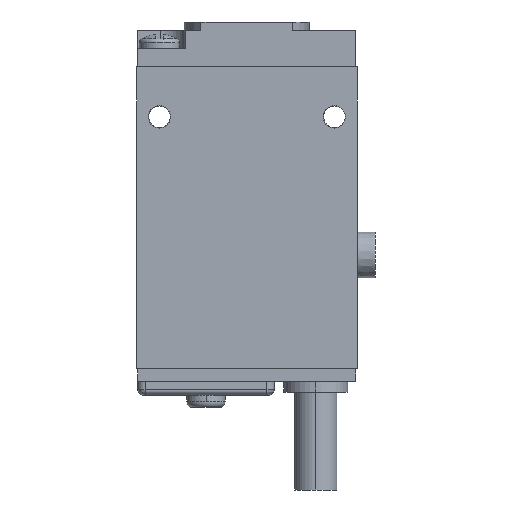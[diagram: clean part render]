
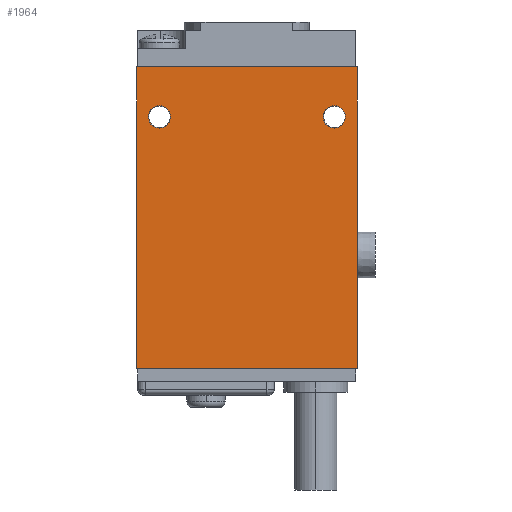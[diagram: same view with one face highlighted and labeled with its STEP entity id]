
A CAD part, left-side view. The second image highlights one B-rep face of the part: STEP entity #1964.
In plain terms, the highlighted planar face has unit normal (-1, 0, 0).
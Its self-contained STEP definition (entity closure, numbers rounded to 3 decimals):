
#1=DIRECTION('',(0.,0.,-1.));
#2=VECTOR('',#1,42.164);
#3=CARTESIAN_POINT('',(-6.02,0.,0.));
#4=LINE('',#3,#2);
#5=DIRECTION('',(0.,1.,0.));
#6=VECTOR('',#5,30.785);
#7=CARTESIAN_POINT('',(-6.02,0.,-42.164));
#8=LINE('',#7,#6);
#9=DIRECTION('',(0.,0.,1.));
#10=VECTOR('',#9,42.164);
#11=CARTESIAN_POINT('',(-6.02,30.785,-42.164));
#12=LINE('',#11,#10);
#13=DIRECTION('',(0.,-1.,0.));
#14=VECTOR('',#13,30.785);
#15=CARTESIAN_POINT('',(-6.02,30.785,0.));
#16=LINE('',#15,#14);
#17=CARTESIAN_POINT('',(-6.02,27.61,-6.985));
#18=DIRECTION('',(1.,0.,0.));
#19=DIRECTION('',(0.,0.,-1.));
#20=AXIS2_PLACEMENT_3D('',#17,#18,#19);
#22=CARTESIAN_POINT('',(-6.02,27.61,-6.985));
#23=DIRECTION('',(1.,0.,0.));
#24=DIRECTION('',(0.,0.,1.));
#25=AXIS2_PLACEMENT_3D('',#22,#23,#24);
#27=CARTESIAN_POINT('',(-6.02,3.175,-6.985));
#28=DIRECTION('',(1.,0.,0.));
#29=DIRECTION('',(0.,0.,-1.));
#30=AXIS2_PLACEMENT_3D('',#27,#28,#29);
#32=CARTESIAN_POINT('',(-6.02,3.175,-6.985));
#33=DIRECTION('',(1.,0.,0.));
#34=DIRECTION('',(0.,0.,1.));
#35=AXIS2_PLACEMENT_3D('',#32,#33,#34);
#1527=CARTESIAN_POINT('',(-6.02,0.,0.));
#1528=CARTESIAN_POINT('',(-6.02,0.,-42.164));
#1529=VERTEX_POINT('',#1527);
#1530=VERTEX_POINT('',#1528);
#1531=CARTESIAN_POINT('',(-6.02,30.785,-42.164));
#1532=VERTEX_POINT('',#1531);
#1533=CARTESIAN_POINT('',(-6.02,30.785,0.));
#1534=VERTEX_POINT('',#1533);
#1543=CARTESIAN_POINT('',(-6.02,27.61,-8.535));
#1544=CARTESIAN_POINT('',(-6.02,27.61,-5.435));
#1545=VERTEX_POINT('',#1543);
#1546=VERTEX_POINT('',#1544);
#1547=CARTESIAN_POINT('',(-6.02,3.175,-8.535));
#1548=CARTESIAN_POINT('',(-6.02,3.175,-5.435));
#1549=VERTEX_POINT('',#1547);
#1550=VERTEX_POINT('',#1548);
#1937=CARTESIAN_POINT('',(-6.02,0.,0.));
#1938=DIRECTION('',(1.,0.,0.));
#1939=DIRECTION('',(0.,0.,-1.));
#1940=AXIS2_PLACEMENT_3D('',#1937,#1938,#1939);
#1941=PLANE('',#1940);
#1943=ORIENTED_EDGE('',*,*,#1942,.T.);
#1945=ORIENTED_EDGE('',*,*,#1944,.T.);
#1947=ORIENTED_EDGE('',*,*,#1946,.T.);
#1949=ORIENTED_EDGE('',*,*,#1948,.T.);
#1950=EDGE_LOOP('',(#1943,#1945,#1947,#1949));
#1951=FACE_OUTER_BOUND('',#1950,.F.);
#1953=ORIENTED_EDGE('',*,*,#1952,.F.);
#1955=ORIENTED_EDGE('',*,*,#1954,.F.);
#1956=EDGE_LOOP('',(#1953,#1955));
#1957=FACE_BOUND('',#1956,.F.);
#1959=ORIENTED_EDGE('',*,*,#1958,.F.);
#1961=ORIENTED_EDGE('',*,*,#1960,.F.);
#1962=EDGE_LOOP('',(#1959,#1961));
#1963=FACE_BOUND('',#1962,.F.);
#1964=ADVANCED_FACE('',(#1951,#1957,#1963),#1941,.F.);
#21=CIRCLE('',#20,1.55);
#26=CIRCLE('',#25,1.55);
#31=CIRCLE('',#30,1.55);
#36=CIRCLE('',#35,1.55);
#1942=EDGE_CURVE('',#1529,#1530,#4,.T.);
#1944=EDGE_CURVE('',#1530,#1532,#8,.T.);
#1946=EDGE_CURVE('',#1532,#1534,#12,.T.);
#1948=EDGE_CURVE('',#1534,#1529,#16,.T.);
#1952=EDGE_CURVE('',#1545,#1546,#21,.T.);
#1954=EDGE_CURVE('',#1546,#1545,#26,.T.);
#1958=EDGE_CURVE('',#1549,#1550,#31,.T.);
#1960=EDGE_CURVE('',#1550,#1549,#36,.T.);
